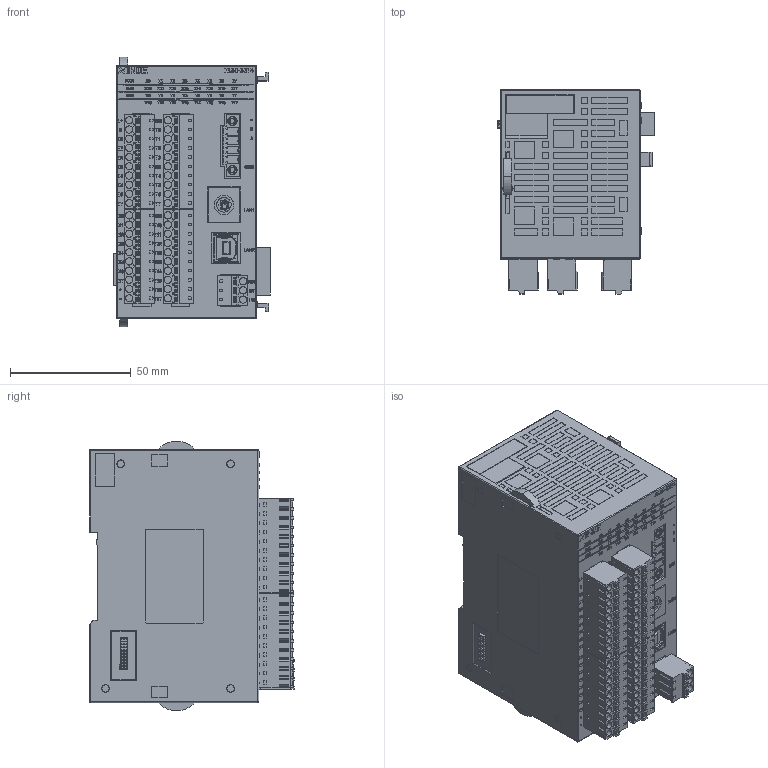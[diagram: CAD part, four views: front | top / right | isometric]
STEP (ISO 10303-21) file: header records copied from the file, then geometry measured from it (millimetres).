
FILE_DESCRIPTION(/* description */ (''),/* implementation_level */ '2;1');
FILE_NAME(/* name */ 'XL5E-3~2',/* time_stamp */ '2022-08-24T09:24:11+08:00',/* author */ (''),/* organization */ (''),/* preprocessor_version */ 'ST-DEVELOPER v16.5',/* originating_system */ '',/* authorisation */ '');
FILE_SCHEMA (('CONFIG_CONTROL_DESIGN'));
Products named in the file (1): Document
Bounding box: 64.75 x 84.66 x 111.69 mm (x, y, z)
Volume: 443606.3 mm3; surface area: 49190.9 mm2
Topology: 1 solids, 286 shells, 4186 faces, 56724 edges, 53204 vertices
Faces by surface type: plane 3683, cylinder 349, bspline 154
Entity records: 447076 total; most frequent: CARTESIAN_POINT 188168, ORIENTED_EDGE 66946, EDGE_CURVE 56721, B_SPLINE_CURVE_WITH_KNOTS 55798, VERTEX_POINT 53204, EDGE_LOOP 4629, ADVANCED_FACE 4186, FACE_OUTER_BOUND 4186
